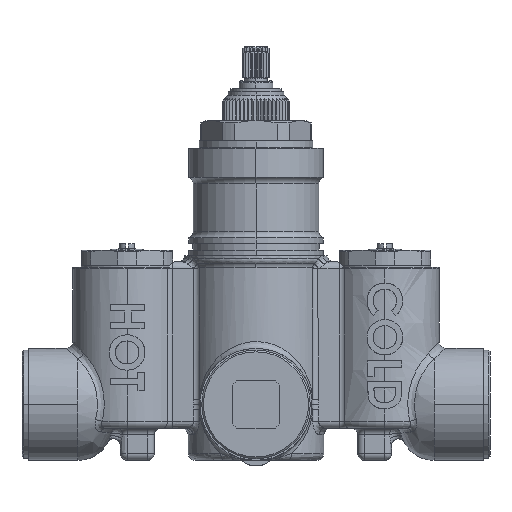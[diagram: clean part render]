
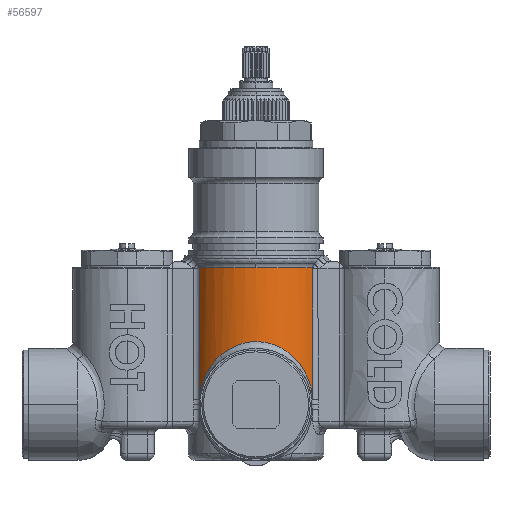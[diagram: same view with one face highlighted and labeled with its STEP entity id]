
A CAD part, front view. The second image highlights one B-rep face of the part: STEP entity #56597.
In plain terms, the highlighted cylindrical face has radius 20 mm (diameter 40 mm), a partial arc.
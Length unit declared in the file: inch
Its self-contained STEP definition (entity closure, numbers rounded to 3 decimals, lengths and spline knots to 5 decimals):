
#4169=DIRECTION('',(0.,0.,-1.));
#4170=VECTOR('',#4169,1.52632);
#4171=CARTESIAN_POINT('',(-0.66006,-0.42933,
-0.76502));
#4172=LINE('',#4171,#4170);
#4192=CARTESIAN_POINT('',(-0.66006,-0.42933,
-0.76502));
#4227=CARTESIAN_POINT('',(0.,0.,
-0.76504));
#4228=DIRECTION('',(0.,0.,-1.));
#4229=DIRECTION('',(0.,-1.,0.));
#4230=AXIS2_PLACEMENT_3D('',#4227,#4228,#4229);
#4243=CARTESIAN_POINT('',(0.,0.,-0.76504));
#4244=DIRECTION('',(0.,0.,-1.));
#4245=DIRECTION('',(0.838,-0.545,0.));
#4246=AXIS2_PLACEMENT_3D('',#4243,#4244,#4245);
#4251=DIRECTION('',(0.,0.,1.));
#4252=VECTOR('',#4251,1.5261);
#4253=CARTESIAN_POINT('',(0.65995,-0.42949,
-2.29133));
#4254=LINE('',#4253,#4252);
#4258=CARTESIAN_POINT('',(-0.65995,-0.42949,
-2.29133));
#4259=CARTESIAN_POINT('',(-0.65818,-0.43222,
-2.26734));
#4260=CARTESIAN_POINT('',(-0.65465,-0.43761,
-2.23787));
#4261=CARTESIAN_POINT('',(-0.64851,-0.4466,
-2.20305));
#4262=CARTESIAN_POINT('',(-0.64396,-0.45315,
-2.18022));
#4263=CARTESIAN_POINT('',(-0.63487,-0.46594,
-2.14137));
#4264=CARTESIAN_POINT('',(-0.61882,-0.4873,
-2.08852));
#4265=CARTESIAN_POINT('',(-0.6009,-0.50908,
-2.04347));
#4266=CARTESIAN_POINT('',(-0.58751,-0.52427,
-2.01436));
#4267=CARTESIAN_POINT('',(-0.57827,-0.5345,
-1.99533));
#4268=CARTESIAN_POINT('',(-0.56124,-0.55261,
-1.9629));
#4269=CARTESIAN_POINT('',(-0.53447,-0.57885,
-1.9189));
#4270=CARTESIAN_POINT('',(-0.49835,-0.6103,
-1.86941));
#4271=CARTESIAN_POINT('',(-0.46809,-0.63348,
-1.83465));
#4272=CARTESIAN_POINT('',(-0.44648,-0.64863,
-1.81246));
#4273=CARTESIAN_POINT('',(-0.43168,-0.65863,
-1.79792));
#4274=CARTESIAN_POINT('',(-0.405,-0.67569,
-1.77346));
#4275=CARTESIAN_POINT('',(-0.3646,-0.69868,
-1.7412));
#4276=CARTESIAN_POINT('',(-0.32094,-0.7195,
-1.71262));
#4277=CARTESIAN_POINT('',(-0.28852,-0.73276,
-1.69465));
#4278=CARTESIAN_POINT('',(-0.26942,-0.73993,
-1.68499));
#4279=CARTESIAN_POINT('',(-0.24025,-0.75023,
-1.67116));
#4280=CARTESIAN_POINT('',(-0.19536,-0.76365,
-1.65328));
#4281=CARTESIAN_POINT('',(-0.14321,-0.7748,
-1.63857));
#4282=CARTESIAN_POINT('',(-0.10543,-0.78045,
-1.63116));
#4283=CARTESIAN_POINT('',(-0.08348,-0.78302,
-1.62778));
#4284=CARTESIAN_POINT('',(-0.05061,-0.78618,
-1.62364));
#4285=CARTESIAN_POINT('',(-0.00127,-0.78832,
-1.62085));
#4286=CARTESIAN_POINT('',(0.0481,-0.78634,
-1.62344));
#4287=CARTESIAN_POINT('',(0.08101,-0.78328,
-1.62744));
#4288=CARTESIAN_POINT('',(0.10299,-0.78077,
-1.63073));
#4289=CARTESIAN_POINT('',(0.1408,-0.77524,
-1.63799));
#4290=CARTESIAN_POINT('',(0.18265,-0.76643,
-1.64961));
#4291=CARTESIAN_POINT('',(0.21814,-0.75671,
-1.66253));
#4292=CARTESIAN_POINT('',(0.23809,-0.7506,
-1.67069));
#4293=CARTESIAN_POINT('',(0.26776,-0.74086,
-1.68372));
#4294=CARTESIAN_POINT('',(0.31044,-0.72444,
-1.70585));
#4295=CARTESIAN_POINT('',(0.35441,-0.70358,
-1.73446));
#4296=CARTESIAN_POINT('',(0.38774,-0.68551,
-1.75968));
#4297=CARTESIAN_POINT('',(0.41991,-0.66654,
-1.78649));
#4298=CARTESIAN_POINT('',(0.45711,-0.64184,
-1.82215));
#4299=CARTESIAN_POINT('',(0.49747,-0.61101,
-1.86832));
#4300=CARTESIAN_POINT('',(0.52776,-0.58472,
-1.90964));
#4301=CARTESIAN_POINT('',(0.54728,-0.5662,
-1.94017));
#4302=CARTESIAN_POINT('',(0.55795,-0.55564,
-1.9581));
#4303=CARTESIAN_POINT('',(0.5735,-0.5398,
-1.98552));
#4304=CARTESIAN_POINT('',(0.59471,-0.51657,
-2.028));
#4305=CARTESIAN_POINT('',(0.61859,-0.48761,
-2.08784));
#4306=CARTESIAN_POINT('',(0.63314,-0.46824,
-2.13561));
#4307=CARTESIAN_POINT('',(0.64135,-0.45682,
-2.16907));
#4308=CARTESIAN_POINT('',(0.64636,-0.44973,
-2.1916));
#4309=CARTESIAN_POINT('',(0.65388,-0.43878,
-2.23163));
#4310=CARTESIAN_POINT('',(0.65816,-0.43225,
-2.26709));
#4311=CARTESIAN_POINT('',(0.65995,-0.42949,
-2.29133));
#4316=CARTESIAN_POINT('',(0.66018,-0.42914,
-0.76547));
#46636=VERTEX_POINT('',#4192);
#46648=VERTEX_POINT('',#4316);
#46652=CARTESIAN_POINT('',(0.,-0.7874,
-0.76504));
#46653=VERTEX_POINT('',#46652);
#47101=CARTESIAN_POINT('',(0.65995,-0.42949,
-2.29133));
#47102=VERTEX_POINT('',#47101);
#47118=CARTESIAN_POINT('',(-0.65995,-0.42949,
-2.29133));
#47119=VERTEX_POINT('',#47118);
#56582=CARTESIAN_POINT('',(0.,0.,-0.76504));
#56583=DIRECTION('',(0.,0.,-1.));
#56584=DIRECTION('',(0.,1.,0.));
#56585=AXIS2_PLACEMENT_3D('',#56582,#56583,#56584);
#56586=CYLINDRICAL_SURFACE('',#56585,0.7874);
#56587=ORIENTED_EDGE('',*,*,#56475,.F.);
#56588=ORIENTED_EDGE('',*,*,#56565,.F.);
#56590=ORIENTED_EDGE('',*,*,#56589,.F.);
#56592=ORIENTED_EDGE('',*,*,#56591,.F.);
#56594=ORIENTED_EDGE('',*,*,#56593,.F.);
#56595=EDGE_LOOP('',(#56587,#56588,#56590,#56592,#56594));
#56596=FACE_OUTER_BOUND('',#56595,.F.);
#4231=CIRCLE('',#4230,0.7874);
#4247=CIRCLE('',#4246,0.7874);
#4312=B_SPLINE_CURVE_WITH_KNOTS('',3,(#4258,#4259,#4260,#4261,#4262,#4263,#4264,
#4265,#4266,#4267,#4268,#4269,#4270,#4271,#4272,#4273,#4274,#4275,#4276,#4277,
#4278,#4279,#4280,#4281,#4282,#4283,#4284,#4285,#4286,#4287,#4288,#4289,#4290,
#4291,#4292,#4293,#4294,#4295,#4296,#4297,#4298,#4299,#4300,#4301,#4302,#4303,
#4304,#4305,#4306,#4307,#4308,#4309,#4310,#4311),.UNSPECIFIED.,.F.,.F.,(4,1,1,1,
1,1,1,1,1,1,1,1,1,1,1,1,1,1,1,1,1,1,1,1,1,1,1,1,1,1,1,1,1,1,1,1,1,1,1,1,1,1,1,1,
1,1,1,1,1,1,1,4),(0.,0.03125,0.03906,0.04688,
0.0625,0.09375,0.125,0.13281,
0.14063,0.15625,0.1875,0.21875,
0.25,0.25781,0.26563,0.28125,
0.3125,0.34375,0.35938,0.36719,
0.375,0.40625,0.4375,0.45313,
0.46094,0.46875,0.5,0.53125,
0.53906,0.54688,0.5625,0.59375,
0.60937,0.61719,0.625,0.65625,
0.6875,0.70312,0.71875,0.75,
0.78125,0.8125,0.82812,0.83594,
0.84375,0.875,0.90625,0.9375,
0.94531,0.95312,0.96875,1.),.UNSPECIFIED.);
#56475=EDGE_CURVE('',#46636,#47119,#4172,.T.);
#56565=EDGE_CURVE('',#46653,#46636,#4231,.T.);
#56589=EDGE_CURVE('',#46648,#46653,#4247,.T.);
#56591=EDGE_CURVE('',#47102,#46648,#4254,.T.);
#56593=EDGE_CURVE('',#47119,#47102,#4312,.T.);
#56597=ADVANCED_FACE('',(#56596),#56586,.T.);
